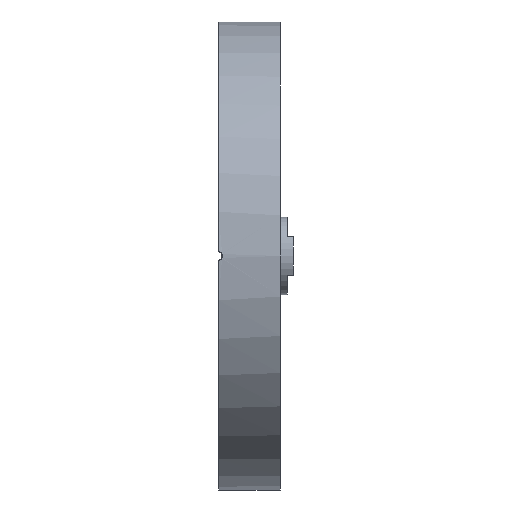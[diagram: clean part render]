
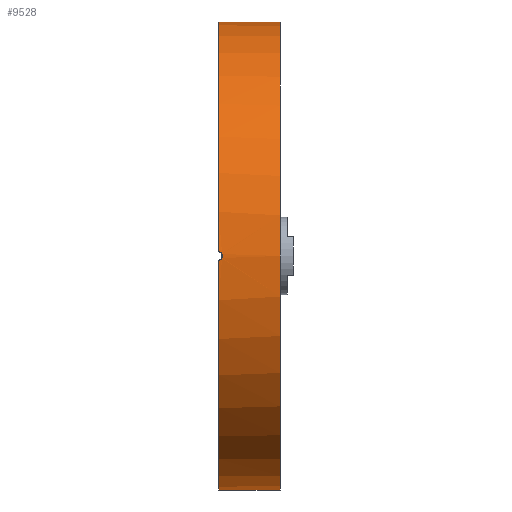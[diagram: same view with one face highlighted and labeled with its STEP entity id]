
A CAD part, left-side view. The second image highlights one B-rep face of the part: STEP entity #9528.
In plain terms, the highlighted cylindrical face has radius 57.15 mm (diameter 114.3 mm), a partial arc.
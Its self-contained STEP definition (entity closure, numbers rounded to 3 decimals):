
#12 = CARTESIAN_POINT ( 'NONE',  ( 0., 0., -57.15 ) ) ;
#55 = EDGE_CURVE ( 'NONE', #110, #552, #9426, .T. ) ;
#110 = VERTEX_POINT ( 'NONE', #4120 ) ;
#188 = VERTEX_POINT ( 'NONE', #12 ) ;
#231 = CARTESIAN_POINT ( 'NONE',  ( 0., -15., -57.15 ) ) ;
#288 = EDGE_CURVE ( 'NONE', #640, #9427, #1739, .T. ) ;
#331 = DIRECTION ( 'NONE',  ( 0., 0., 1. ) ) ;
#552 = VERTEX_POINT ( 'NONE', #3388 ) ;
#640 = VERTEX_POINT ( 'NONE', #10242 ) ;
#657 = CARTESIAN_POINT ( 'NONE',  ( -57.141, -0.132, 1. ) ) ;
#758 = ORIENTED_EDGE ( 'NONE', *, *, #11789, .F. ) ;
#846 = AXIS2_PLACEMENT_3D ( 'NONE', #12123, #10163, #5667 ) ;
#978 = ORIENTED_EDGE ( 'NONE', *, *, #4495, .T. ) ;
#1121 = CARTESIAN_POINT ( 'NONE',  ( 0., -15., 57.15 ) ) ;
#1305 = CARTESIAN_POINT ( 'NONE',  ( 0., 0., 0. ) ) ;
#1508 = CARTESIAN_POINT ( 'NONE',  ( -57.148, -0.874, -0.503 ) ) ;
#1739 = CIRCLE ( 'NONE', #9392, 57.15 ) ;
#1849 = AXIS2_PLACEMENT_3D ( 'NONE', #8860, #3197, #2241 ) ;
#1947 = CIRCLE ( 'NONE', #846, 57.15 ) ;
#2241 = DIRECTION ( 'NONE',  ( 0., 0., 1. ) ) ;
#2257 = EDGE_LOOP ( 'NONE', ( #5154, #12075, #978, #5461, #10370, #758 ) ) ;
#2556 = CARTESIAN_POINT ( 'NONE',  ( -57.143, -0.504, 0.874 ) ) ;
#3197 = DIRECTION ( 'NONE',  ( 0., 1., 0. ) ) ;
#3388 = CARTESIAN_POINT ( 'NONE',  ( 0., 0., 57.15 ) ) ;
#3394 = CARTESIAN_POINT ( 'NONE',  ( -57.141, 0., 1. ) ) ;
#3517 = CARTESIAN_POINT ( 'NONE',  ( -57.143, -0.521, -0.893 ) ) ;
#3964 = DIRECTION ( 'NONE',  ( 0., 1., 0. ) ) ;
#4024 = VECTOR ( 'NONE', #3964, 1000. ) ;
#4120 = CARTESIAN_POINT ( 'NONE',  ( -57.141, 0., 1. ) ) ;
#4345 = CARTESIAN_POINT ( 'NONE',  ( -57.147, -0.799, 0.615 ) ) ;
#4495 = EDGE_CURVE ( 'NONE', #9427, #552, #6908, .T. ) ;
#5028 = DIRECTION ( 'NONE',  ( 0., 0., 1. ) ) ;
#5154 = ORIENTED_EDGE ( 'NONE', *, *, #7947, .F. ) ;
#5219 = VERTEX_POINT ( 'NONE', #6544 ) ;
#5279 = EDGE_CURVE ( 'NONE', #110, #5219, #6830, .T. ) ;
#5290 = CARTESIAN_POINT ( 'NONE',  ( -57.15, -1., -0.13 ) ) ;
#5461 = ORIENTED_EDGE ( 'NONE', *, *, #55, .F. ) ;
#5667 = DIRECTION ( 'NONE',  ( 0., 0., 1. ) ) ;
#6240 = CARTESIAN_POINT ( 'NONE',  ( -57.141, -0.264, -1. ) ) ;
#6360 = CARTESIAN_POINT ( 'NONE',  ( -57.147, -0.801, -0.613 ) ) ;
#6544 = CARTESIAN_POINT ( 'NONE',  ( -57.141, 0., -1. ) ) ;
#6640 = AXIS2_PLACEMENT_3D ( 'NONE', #1305, #7911, #5028 ) ;
#6830 = B_SPLINE_CURVE_WITH_KNOTS ( 'NONE', 3,
 ( #3394, #657, #7278, #2556, #9146, #4345, #10896, #9929, #10095, #5290, #11841, #1508, #6360, #3517, #6240, #8126 ),
 .UNSPECIFIED., .F., .F.,
 ( 4, 2, 2, 2, 2, 2, 2, 4 ),
 ( 0., 0., 0.001, 0.001, 0.002, 0.002, 0.002, 0.003 ),
 .UNSPECIFIED. ) ;
#6908 = LINE ( 'NONE', #8272, #10270 ) ;
#7278 = CARTESIAN_POINT ( 'NONE',  ( -57.142, -0.262, 0.974 ) ) ;
#7731 = CARTESIAN_POINT ( 'NONE',  ( 0., -15., 0. ) ) ;
#7911 = DIRECTION ( 'NONE',  ( 0., 1., 0. ) ) ;
#7947 = EDGE_CURVE ( 'NONE', #640, #188, #10332, .T. ) ;
#8126 = CARTESIAN_POINT ( 'NONE',  ( -57.141, 0., -1. ) ) ;
#8272 = CARTESIAN_POINT ( 'NONE',  ( 0., -15., 57.15 ) ) ;
#8650 = FACE_OUTER_BOUND ( 'NONE', #2257, .T. ) ;
#8860 = CARTESIAN_POINT ( 'NONE',  ( 0., -15., 0. ) ) ;
#8931 = CYLINDRICAL_SURFACE ( 'NONE', #1849, 57.15 ) ;
#9146 = CARTESIAN_POINT ( 'NONE',  ( -57.144, -0.615, 0.799 ) ) ;
#9392 = AXIS2_PLACEMENT_3D ( 'NONE', #7731, #9727, #331 ) ;
#9426 = CIRCLE ( 'NONE', #6640, 57.15 ) ;
#9427 = VERTEX_POINT ( 'NONE', #1121 ) ;
#9528 = ADVANCED_FACE ( 'NONE', ( #8650 ), #8931, .T. ) ;
#9727 = DIRECTION ( 'NONE',  ( 0., 1., 0. ) ) ;
#9929 = CARTESIAN_POINT ( 'NONE',  ( -57.15, -0.974, 0.263 ) ) ;
#10095 = CARTESIAN_POINT ( 'NONE',  ( -57.15, -1., 0.131 ) ) ;
#10163 = DIRECTION ( 'NONE',  ( 0., 1., 0. ) ) ;
#10242 = CARTESIAN_POINT ( 'NONE',  ( 0., -15., -57.15 ) ) ;
#10270 = VECTOR ( 'NONE', #12032, 1000. ) ;
#10332 = LINE ( 'NONE', #231, #4024 ) ;
#10370 = ORIENTED_EDGE ( 'NONE', *, *, #5279, .T. ) ;
#10896 = CARTESIAN_POINT ( 'NONE',  ( -57.148, -0.874, 0.503 ) ) ;
#11789 = EDGE_CURVE ( 'NONE', #188, #5219, #1947, .T. ) ;
#11841 = CARTESIAN_POINT ( 'NONE',  ( -57.15, -0.974, -0.261 ) ) ;
#12032 = DIRECTION ( 'NONE',  ( 0., 1., 0. ) ) ;
#12075 = ORIENTED_EDGE ( 'NONE', *, *, #288, .T. ) ;
#12123 = CARTESIAN_POINT ( 'NONE',  ( 0., 0., 0. ) ) ;
